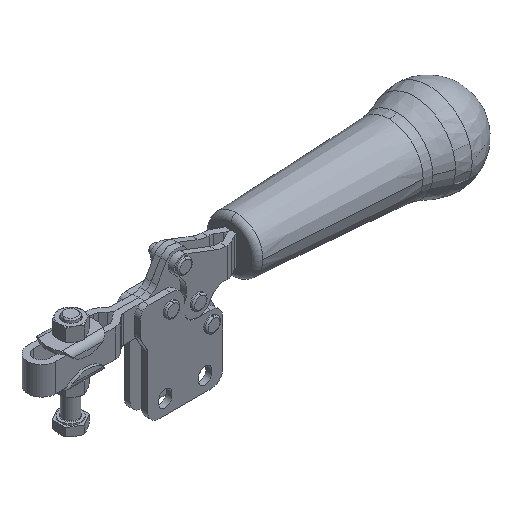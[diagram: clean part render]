
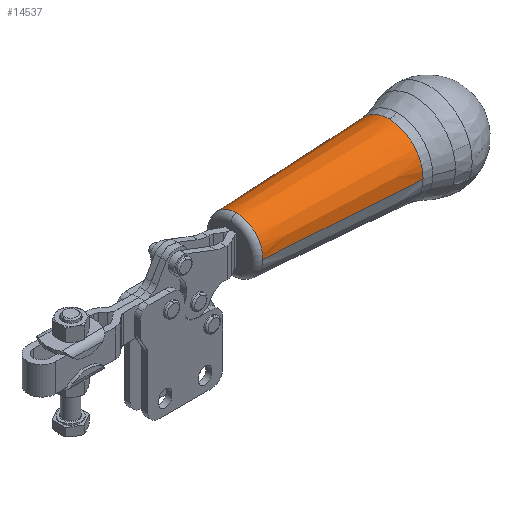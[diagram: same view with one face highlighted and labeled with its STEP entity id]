
A CAD part, isometric view. The second image highlights one B-rep face of the part: STEP entity #14537.
In plain terms, the highlighted conical face has half-angle 2.876 degrees and reference radius 10.383 mm.
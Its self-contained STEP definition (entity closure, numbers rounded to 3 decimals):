
#69=CARTESIAN_POINT('',(-2.329,25.566,34.497));
#70=VERTEX_POINT('',#69);
#78=CARTESIAN_POINT('',(-2.484,34.661,25.403));
#79=VERTEX_POINT('',#78);
#80=CARTESIAN_POINT('',(-2.484,25.566,25.403));
#81=DIRECTION('',(-1.,0.0,0.017));
#82=DIRECTION('',(0.0,1.0,0.0));
#83=AXIS2_PLACEMENT_3D('',#80,#81,#82);
#84=CIRCLE('',#83,9.095);
#85=EDGE_CURVE('',#70,#79,#84,.T.);
#102=CARTESIAN_POINT('',(-2.484,16.47,25.403));
#103=VERTEX_POINT('',#102);
#104=CARTESIAN_POINT('',(49.254,13.871,24.519));
#105=VERTEX_POINT('',#104);
#106=CARTESIAN_POINT('',(-2.484,16.47,25.403));
#107=DIRECTION('',(0.999,-0.05,-0.017));
#108=VECTOR('',#107,51.811);
#109=LINE('',#106,#108);
#110=EDGE_CURVE('',#103,#105,#109,.T.);
#120=CARTESIAN_POINT('',(49.254,37.26,24.519));
#121=VERTEX_POINT('',#120);
#122=CARTESIAN_POINT('',(49.254,37.26,24.519));
#123=DIRECTION('',(-0.999,-0.05,0.017));
#124=VECTOR('',#123,51.811);
#125=LINE('',#122,#124);
#126=EDGE_CURVE('',#121,#79,#125,.T.);
#182=CARTESIAN_POINT('',(49.454,25.566,36.212));
#183=VERTEX_POINT('',#182);
#193=CARTESIAN_POINT('',(49.254,25.566,24.519));
#194=DIRECTION('',(1.,0.0,-0.017));
#195=DIRECTION('',(0.0,1.0,0.0));
#196=AXIS2_PLACEMENT_3D('',#193,#194,#195);
#197=CIRCLE('',#196,11.695);
#198=EDGE_CURVE('',#183,#105,#197,.T.);
#14475=CARTESIAN_POINT('',(49.254,25.566,24.519));
#14476=DIRECTION('',(1.,0.0,-0.017));
#14477=DIRECTION('',(0.0,1.0,0.0));
#14478=AXIS2_PLACEMENT_3D('',#14475,#14476,#14477);
#14479=CIRCLE('',#14478,11.695);
#14480=EDGE_CURVE('',#121,#183,#14479,.T.);
#14518=CARTESIAN_POINT('',(23.137,25.566,24.965));
#14519=DIRECTION('',(1.,0.,-0.017));
#14520=DIRECTION('',(0.,-1.0,0.));
#14521=AXIS2_PLACEMENT_3D('',#14518,#14519,#14520);
#14522=CONICAL_SURFACE('',#14521,10.383,2.876);
#14523=ORIENTED_EDGE('',*,*,#110,.T.);
#14524=ORIENTED_EDGE('',*,*,#198,.F.);
#14525=ORIENTED_EDGE('',*,*,#14480,.F.);
#14526=ORIENTED_EDGE('',*,*,#126,.T.);
#14527=ORIENTED_EDGE('',*,*,#85,.F.);
#14528=CARTESIAN_POINT('',(-2.484,25.566,25.403));
#14529=DIRECTION('',(-1.,0.0,0.017));
#14530=DIRECTION('',(0.0,1.0,0.0));
#14531=AXIS2_PLACEMENT_3D('',#14528,#14529,#14530);
#14532=CIRCLE('',#14531,9.095);
#14533=EDGE_CURVE('',#103,#70,#14532,.T.);
#14534=ORIENTED_EDGE('',*,*,#14533,.F.);
#14535=EDGE_LOOP('',(#14523,#14524,#14525,#14526,#14527,#14534));
#14536=FACE_OUTER_BOUND('',#14535,.T.);
#14537=ADVANCED_FACE('',(#14536),#14522,.T.);
